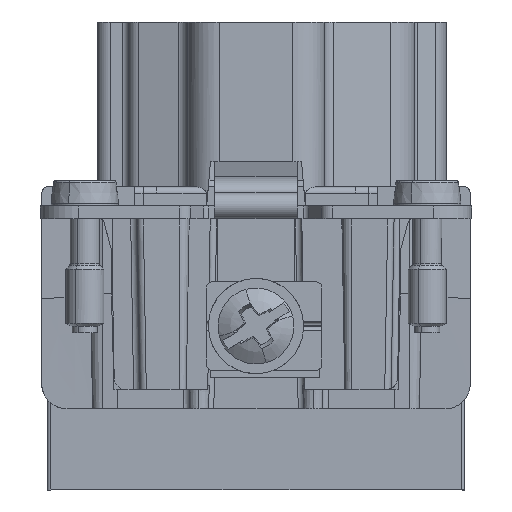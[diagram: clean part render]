
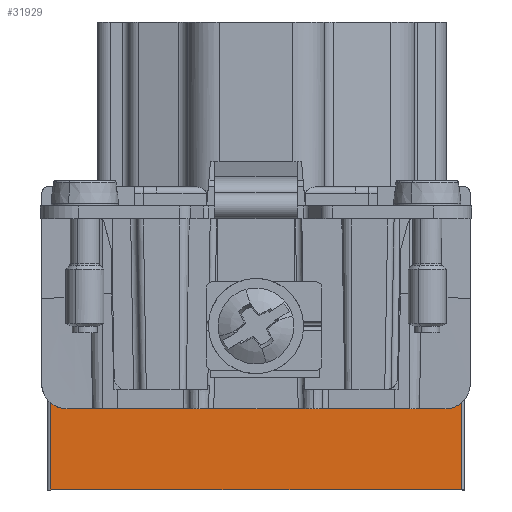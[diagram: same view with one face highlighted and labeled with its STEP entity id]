
A CAD part, front view. The second image highlights one B-rep face of the part: STEP entity #31929.
In plain terms, the highlighted planar face has unit normal (0, -1, 0).
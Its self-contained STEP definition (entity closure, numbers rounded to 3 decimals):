
#25080=AXIS2_PLACEMENT_3D('Plane Axis2P3D',#25077,#25078,#25079) ;
#25130=AXIS2_PLACEMENT_3D('Circle Axis2P3D',#25128,#25129,$) ;
#25137=AXIS2_PLACEMENT_3D('Circle Axis2P3D',#25135,#25136,$) ;
#26825=AXIS2_PLACEMENT_3D('Circle Axis2P3D',#26823,#26824,$) ;
#26834=AXIS2_PLACEMENT_3D('Circle Axis2P3D',#26832,#26833,$) ;
#25077=CARTESIAN_POINT('Axis2P3D Location',(17.,15.35,23.9)) ;
#25095=CARTESIAN_POINT('Vertex',(0.768,15.35,6.908)) ;
#25128=CARTESIAN_POINT('Axis2P3D Location',(2.1,15.35,8.4)) ;
#25132=CARTESIAN_POINT('Vertex',(1.568,15.35,6.472)) ;
#25135=CARTESIAN_POINT('Axis2P3D Location',(2.1,15.35,8.4)) ;
#25139=CARTESIAN_POINT('Vertex',(2.1,15.35,6.4)) ;
#26823=CARTESIAN_POINT('Axis2P3D Location',(31.9,15.35,8.4)) ;
#26827=CARTESIAN_POINT('Vertex',(31.9,15.35,6.4)) ;
#26829=CARTESIAN_POINT('Vertex',(32.432,15.35,6.472)) ;
#26832=CARTESIAN_POINT('Axis2P3D Location',(31.9,15.35,8.4)) ;
#26836=CARTESIAN_POINT('Vertex',(33.232,15.35,6.908)) ;
#27644=CARTESIAN_POINT('Line Origine',(9.275,15.35,6.4)) ;
#27648=CARTESIAN_POINT('Vertex',(16.45,15.35,6.4)) ;
#27651=CARTESIAN_POINT('Line Origine',(19.8,15.35,6.4)) ;
#27655=CARTESIAN_POINT('Vertex',(23.15,15.35,6.4)) ;
#27658=CARTESIAN_POINT('Line Origine',(27.525,15.35,6.4)) ;
#31826=CARTESIAN_POINT('Vertex',(0.768,15.35,0.)) ;
#31829=CARTESIAN_POINT('Line Origine',(0.768,15.35,8.3)) ;
#31857=CARTESIAN_POINT('Line Origine',(9.932,15.35,0.)) ;
#31861=CARTESIAN_POINT('Vertex',(15.9,15.35,0.)) ;
#31863=CARTESIAN_POINT('Vertex',(3.964,15.35,0.)) ;
#31866=CARTESIAN_POINT('Line Origine',(17.,15.35,0.)) ;
#31870=CARTESIAN_POINT('Vertex',(18.1,15.35,0.)) ;
#31873=CARTESIAN_POINT('Line Origine',(24.068,15.35,0.)) ;
#31877=CARTESIAN_POINT('Vertex',(30.036,15.35,0.)) ;
#31880=CARTESIAN_POINT('Line Origine',(31.102,15.35,0.)) ;
#31884=CARTESIAN_POINT('Vertex',(32.168,15.35,0.)) ;
#31887=CARTESIAN_POINT('Line Origine',(32.7,15.35,0.)) ;
#31891=CARTESIAN_POINT('Vertex',(33.232,15.35,0.)) ;
#31894=CARTESIAN_POINT('Line Origine',(33.232,15.35,3.454)) ;
#31899=CARTESIAN_POINT('Line Origine',(1.3,15.35,0.)) ;
#31903=CARTESIAN_POINT('Vertex',(1.832,15.35,0.)) ;
#31906=CARTESIAN_POINT('Line Origine',(2.898,15.35,0.)) ;
#25078=DIRECTION('Axis2P3D Direction',(0.,1.,0.)) ;
#25079=DIRECTION('Axis2P3D XDirection',(-1.,0.,0.)) ;
#25129=DIRECTION('Axis2P3D Direction',(0.,-1.,0.)) ;
#25136=DIRECTION('Axis2P3D Direction',(0.,-1.,0.)) ;
#26824=DIRECTION('Axis2P3D Direction',(0.,1.,0.)) ;
#26833=DIRECTION('Axis2P3D Direction',(0.,1.,0.)) ;
#27645=DIRECTION('Vector Direction',(1.,0.,0.)) ;
#27652=DIRECTION('Vector Direction',(1.,0.,0.)) ;
#27659=DIRECTION('Vector Direction',(1.,0.,0.)) ;
#31830=DIRECTION('Vector Direction',(0.,0.,-1.)) ;
#31858=DIRECTION('Vector Direction',(-1.,0.,0.)) ;
#31867=DIRECTION('Vector Direction',(-1.,0.,0.)) ;
#31874=DIRECTION('Vector Direction',(-1.,0.,0.)) ;
#31881=DIRECTION('Vector Direction',(-1.,0.,0.)) ;
#31888=DIRECTION('Vector Direction',(-1.,0.,0.)) ;
#31895=DIRECTION('Vector Direction',(0.,0.,-1.)) ;
#31900=DIRECTION('Vector Direction',(-1.,0.,0.)) ;
#31907=DIRECTION('Vector Direction',(-1.,0.,0.)) ;
#27646=VECTOR('Line Direction',#27645,1.) ;
#27653=VECTOR('Line Direction',#27652,1.) ;
#27660=VECTOR('Line Direction',#27659,1.) ;
#31831=VECTOR('Line Direction',#31830,1.) ;
#31859=VECTOR('Line Direction',#31858,1.) ;
#31868=VECTOR('Line Direction',#31867,1.) ;
#31875=VECTOR('Line Direction',#31874,1.) ;
#31882=VECTOR('Line Direction',#31881,1.) ;
#31889=VECTOR('Line Direction',#31888,1.) ;
#31896=VECTOR('Line Direction',#31895,1.) ;
#31901=VECTOR('Line Direction',#31900,1.) ;
#31908=VECTOR('Line Direction',#31907,1.) ;
#31912=ORIENTED_EDGE('',*,*,#31865,.F.) ;
#31913=ORIENTED_EDGE('',*,*,#31872,.F.) ;
#31914=ORIENTED_EDGE('',*,*,#31879,.F.) ;
#31915=ORIENTED_EDGE('',*,*,#31886,.F.) ;
#31916=ORIENTED_EDGE('',*,*,#31893,.F.) ;
#31917=ORIENTED_EDGE('',*,*,#31898,.T.) ;
#31918=ORIENTED_EDGE('',*,*,#26838,.F.) ;
#31919=ORIENTED_EDGE('',*,*,#26831,.F.) ;
#31920=ORIENTED_EDGE('',*,*,#27662,.F.) ;
#31921=ORIENTED_EDGE('',*,*,#27657,.F.) ;
#31922=ORIENTED_EDGE('',*,*,#27650,.F.) ;
#31923=ORIENTED_EDGE('',*,*,#25141,.F.) ;
#31924=ORIENTED_EDGE('',*,*,#25134,.F.) ;
#31925=ORIENTED_EDGE('',*,*,#31833,.T.) ;
#31926=ORIENTED_EDGE('',*,*,#31905,.F.) ;
#31927=ORIENTED_EDGE('',*,*,#31910,.F.) ;
#31929=ADVANCED_FACE('Hauptkoerper',(#31928),#25081,.F.) ;
#25131=CIRCLE('generated circle',#25130,2.) ;
#25138=CIRCLE('generated circle',#25137,2.) ;
#26826=CIRCLE('generated circle',#26825,2.) ;
#26835=CIRCLE('generated circle',#26834,2.) ;
#25134=EDGE_CURVE('',#25096,#25133,#25131,.T.) ;
#25141=EDGE_CURVE('',#25133,#25140,#25138,.T.) ;
#26831=EDGE_CURVE('',#26828,#26830,#26826,.F.) ;
#26838=EDGE_CURVE('',#26830,#26837,#26835,.F.) ;
#27650=EDGE_CURVE('',#25140,#27649,#27647,.T.) ;
#27657=EDGE_CURVE('',#27649,#27656,#27654,.T.) ;
#27662=EDGE_CURVE('',#27656,#26828,#27661,.T.) ;
#31833=EDGE_CURVE('',#25096,#31827,#31832,.T.) ;
#31865=EDGE_CURVE('',#31862,#31864,#31860,.T.) ;
#31872=EDGE_CURVE('',#31871,#31862,#31869,.T.) ;
#31879=EDGE_CURVE('',#31878,#31871,#31876,.T.) ;
#31886=EDGE_CURVE('',#31885,#31878,#31883,.T.) ;
#31893=EDGE_CURVE('',#31892,#31885,#31890,.T.) ;
#31898=EDGE_CURVE('',#31892,#26837,#31897,.F.) ;
#31905=EDGE_CURVE('',#31904,#31827,#31902,.T.) ;
#31910=EDGE_CURVE('',#31864,#31904,#31909,.T.) ;
#31911=EDGE_LOOP('',(#31912,#31913,#31914,#31915,#31916,#31917,#31918,#31919,#31920,#31921,#31922,#31923,#31924,#31925,#31926,#31927)) ;
#31928=FACE_OUTER_BOUND('',#31911,.T.) ;
#27647=LINE('Line',#27644,#27646) ;
#27654=LINE('Line',#27651,#27653) ;
#27661=LINE('Line',#27658,#27660) ;
#31832=LINE('Line',#31829,#31831) ;
#31860=LINE('Line',#31857,#31859) ;
#31869=LINE('Line',#31866,#31868) ;
#31876=LINE('Line',#31873,#31875) ;
#31883=LINE('Line',#31880,#31882) ;
#31890=LINE('Line',#31887,#31889) ;
#31897=LINE('Line',#31894,#31896) ;
#31902=LINE('Line',#31899,#31901) ;
#31909=LINE('Line',#31906,#31908) ;
#25081=PLANE('',#25080) ;
#25096=VERTEX_POINT('',#25095) ;
#25133=VERTEX_POINT('',#25132) ;
#25140=VERTEX_POINT('',#25139) ;
#26828=VERTEX_POINT('',#26827) ;
#26830=VERTEX_POINT('',#26829) ;
#26837=VERTEX_POINT('',#26836) ;
#27649=VERTEX_POINT('',#27648) ;
#27656=VERTEX_POINT('',#27655) ;
#31827=VERTEX_POINT('',#31826) ;
#31862=VERTEX_POINT('',#31861) ;
#31864=VERTEX_POINT('',#31863) ;
#31871=VERTEX_POINT('',#31870) ;
#31878=VERTEX_POINT('',#31877) ;
#31885=VERTEX_POINT('',#31884) ;
#31892=VERTEX_POINT('',#31891) ;
#31904=VERTEX_POINT('',#31903) ;
